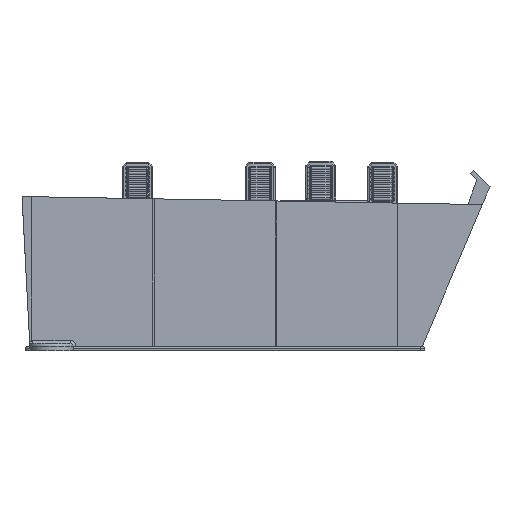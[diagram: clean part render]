
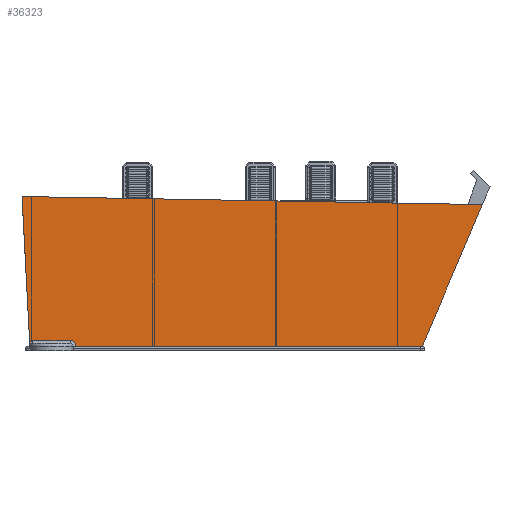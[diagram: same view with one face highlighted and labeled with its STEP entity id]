
A CAD part, left-side view. The second image highlights one B-rep face of the part: STEP entity #36323.
In plain terms, the highlighted planar face has unit normal (-1, 0, 0).
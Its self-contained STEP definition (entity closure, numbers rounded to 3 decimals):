
#1364=PLANE('',#38862);
#2227=FACE_OUTER_BOUND('',#4723,.T.);
#4723=EDGE_LOOP('',(#24539,#24540,#24541,#24542,#24543,#24544,#24545));
#7297=LINE('',#57923,#10008);
#7305=LINE('',#58023,#10016);
#7314=LINE('',#58059,#10025);
#7315=LINE('',#58065,#10026);
#7316=LINE('',#58066,#10027);
#10008=VECTOR('',#44261,10.);
#10016=VECTOR('',#44289,10.);
#10025=VECTOR('',#44314,10.);
#10026=VECTOR('',#44323,10.);
#10027=VECTOR('',#44324,10.);
#12714=CIRCLE('',#38854,4.);
#12719=CIRCLE('',#38861,4.);
#15533=VERTEX_POINT('',#57920);
#15534=VERTEX_POINT('',#57922);
#15544=VERTEX_POINT('',#58011);
#15545=VERTEX_POINT('',#58022);
#15550=VERTEX_POINT('',#58038);
#15553=VERTEX_POINT('',#58055);
#15555=VERTEX_POINT('',#58064);
#18787=EDGE_CURVE('',#15534,#15533,#7297,.T.);
#18804=EDGE_CURVE('',#15545,#15544,#7305,.T.);
#18812=EDGE_CURVE('',#15534,#15550,#12714,.T.);
#18818=EDGE_CURVE('',#15550,#15553,#7314,.T.);
#18820=EDGE_CURVE('',#15553,#15544,#12719,.T.);
#18821=EDGE_CURVE('',#15555,#15533,#7315,.T.);
#18822=EDGE_CURVE('',#15555,#15545,#7316,.T.);
#24539=ORIENTED_EDGE('',*,*,#18787,.T.);
#24540=ORIENTED_EDGE('',*,*,#18821,.F.);
#24541=ORIENTED_EDGE('',*,*,#18822,.T.);
#24542=ORIENTED_EDGE('',*,*,#18804,.T.);
#24543=ORIENTED_EDGE('',*,*,#18820,.F.);
#24544=ORIENTED_EDGE('',*,*,#18818,.F.);
#24545=ORIENTED_EDGE('',*,*,#18812,.F.);
#36323=ADVANCED_FACE('',(#2227),#1364,.T.);
#38854=AXIS2_PLACEMENT_3D('',#58039,#44303,#44304);
#38861=AXIS2_PLACEMENT_3D('',#58062,#44319,#44320);
#38862=AXIS2_PLACEMENT_3D('',#58063,#44321,#44322);
#44261=DIRECTION('',(0.,-1.,0.));
#44289=DIRECTION('',(0.,-0.052,-0.999));
#44303=DIRECTION('center_axis',(-1.,0.,0.));
#44304=DIRECTION('ref_axis',(0.,-0.688,0.725));
#44314=DIRECTION('',(0.,1.,0.));
#44319=DIRECTION('center_axis',(-1.,0.,0.));
#44320=DIRECTION('ref_axis',(0.,0.725,0.688));
#44321=DIRECTION('center_axis',(-1.,0.,0.));
#44322=DIRECTION('ref_axis',(0.,1.,0.));
#44323=DIRECTION('',(0.,0.391,-0.921));
#44324=DIRECTION('',(0.,1.,0.017));
#57920=CARTESIAN_POINT('',(-111.1,-17.273,-48.5));
#57922=CARTESIAN_POINT('',(-111.1,223.419,-48.5));
#57923=CARTESIAN_POINT('',(-111.1,157.416,-48.5));
#58011=CARTESIAN_POINT('',(-111.1,255.633,-45.145));
#58022=CARTESIAN_POINT('',(-111.1,260.912,55.586));
#58023=CARTESIAN_POINT('',(-111.1,260.612,49.861));
#58038=CARTESIAN_POINT('',(-111.1,227.419,-44.5));
#58039=CARTESIAN_POINT('Origin',(-111.1,227.419,-48.5));
#58055=CARTESIAN_POINT('',(-111.1,253.454,-44.5));
#58059=CARTESIAN_POINT('',(-111.1,226.,-44.5));
#58062=CARTESIAN_POINT('Origin',(-111.1,253.454,-48.5));
#58063=CARTESIAN_POINT('Origin',(-111.1,211.7,50.));
#58064=CARTESIAN_POINT('',(-111.1,-59.084,50.));
#58065=CARTESIAN_POINT('',(-111.1,-55.659,41.931));
#58066=CARTESIAN_POINT('',(-111.1,-14.007,50.787));
